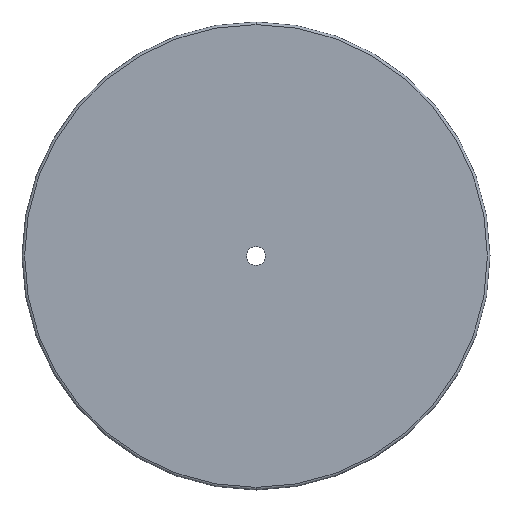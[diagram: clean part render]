
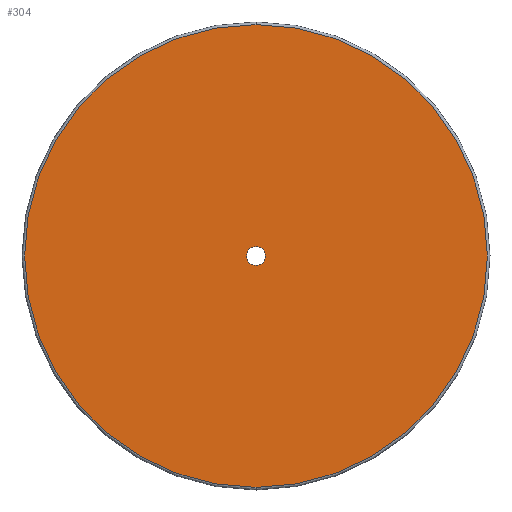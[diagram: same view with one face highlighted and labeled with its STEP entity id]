
A CAD part, front view. The second image highlights one B-rep face of the part: STEP entity #304.
In plain terms, the highlighted planar face has unit normal (0, -1, 0).
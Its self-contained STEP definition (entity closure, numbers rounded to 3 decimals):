
#30 = AXIS2_PLACEMENT_3D ( 'NONE', #411, #825, #550 ) ;
#49 = FACE_OUTER_BOUND ( 'NONE', #277, .T. ) ;
#109 = CARTESIAN_POINT ( 'NONE',  ( 0., 0., 0. ) ) ;
#113 = DIRECTION ( 'NONE',  ( 0., 1., 0. ) ) ;
#155 = CARTESIAN_POINT ( 'NONE',  ( 0., 0., 0. ) ) ;
#162 = EDGE_CURVE ( 'NONE', #924, #865, #511, .T. ) ;
#175 = CARTESIAN_POINT ( 'NONE',  ( 0., 0., 0. ) ) ;
#215 = ORIENTED_EDGE ( 'NONE', *, *, #605, .T. ) ;
#224 = AXIS2_PLACEMENT_3D ( 'NONE', #175, #449, #742 ) ;
#277 = EDGE_LOOP ( 'NONE', ( #894, #215 ) ) ;
#284 = DIRECTION ( 'NONE',  ( 0., 0., 1. ) ) ;
#304 = ADVANCED_FACE ( 'NONE', ( #49, #468 ), #612, .F. ) ;
#337 = ORIENTED_EDGE ( 'NONE', *, *, #806, .T. ) ;
#358 = ORIENTED_EDGE ( 'NONE', *, *, #162, .T. ) ;
#366 = DIRECTION ( 'NONE',  ( 0., 0., 1. ) ) ;
#370 = VERTEX_POINT ( 'NONE', #909 ) ;
#382 = DIRECTION ( 'NONE',  ( 0., -1., 0. ) ) ;
#398 = CIRCLE ( 'NONE', #693, 89. ) ;
#411 = CARTESIAN_POINT ( 'NONE',  ( 0., 0., 0. ) ) ;
#415 = CARTESIAN_POINT ( 'NONE',  ( 0., 0., 0. ) ) ;
#419 = DIRECTION ( 'NONE',  ( 0., -1., 0. ) ) ;
#449 = DIRECTION ( 'NONE',  ( 0., 1., 0. ) ) ;
#468 = FACE_BOUND ( 'NONE', #826, .T. ) ;
#477 = CARTESIAN_POINT ( 'NONE',  ( 0., 0., 3.6 ) ) ;
#511 = CIRCLE ( 'NONE', #224, 3.6 ) ;
#550 = DIRECTION ( 'NONE',  ( 0., 0., 1. ) ) ;
#554 = CARTESIAN_POINT ( 'NONE',  ( 0., 0., -3.6 ) ) ;
#589 = AXIS2_PLACEMENT_3D ( 'NONE', #109, #113, #607 ) ;
#605 = EDGE_CURVE ( 'NONE', #370, #762, #821, .T. ) ;
#607 = DIRECTION ( 'NONE',  ( 0., 0., 1. ) ) ;
#612 = PLANE ( 'NONE',  #589 ) ;
#693 = AXIS2_PLACEMENT_3D ( 'NONE', #415, #419, #284 ) ;
#742 = DIRECTION ( 'NONE',  ( 0., 0., 1. ) ) ;
#762 = VERTEX_POINT ( 'NONE', #814 ) ;
#783 = AXIS2_PLACEMENT_3D ( 'NONE', #155, #382, #366 ) ;
#806 = EDGE_CURVE ( 'NONE', #865, #924, #888, .T. ) ;
#814 = CARTESIAN_POINT ( 'NONE',  ( 0., 0., 89. ) ) ;
#821 = CIRCLE ( 'NONE', #783, 89. ) ;
#825 = DIRECTION ( 'NONE',  ( 0., 1., 0. ) ) ;
#826 = EDGE_LOOP ( 'NONE', ( #358, #337 ) ) ;
#858 = EDGE_CURVE ( 'NONE', #762, #370, #398, .T. ) ;
#865 = VERTEX_POINT ( 'NONE', #554 ) ;
#888 = CIRCLE ( 'NONE', #30, 3.6 ) ;
#894 = ORIENTED_EDGE ( 'NONE', *, *, #858, .T. ) ;
#909 = CARTESIAN_POINT ( 'NONE',  ( 0., 0., -89. ) ) ;
#924 = VERTEX_POINT ( 'NONE', #477 ) ;
